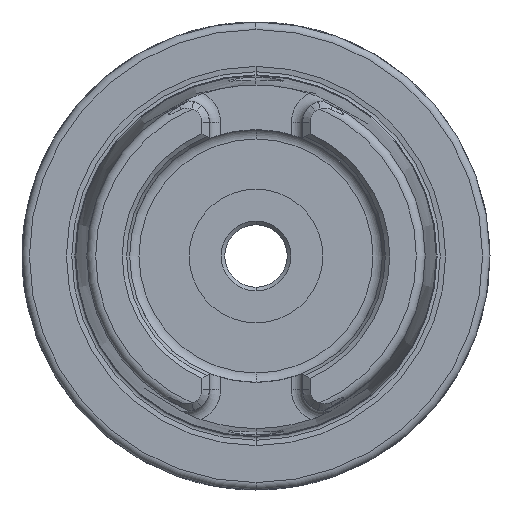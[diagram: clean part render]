
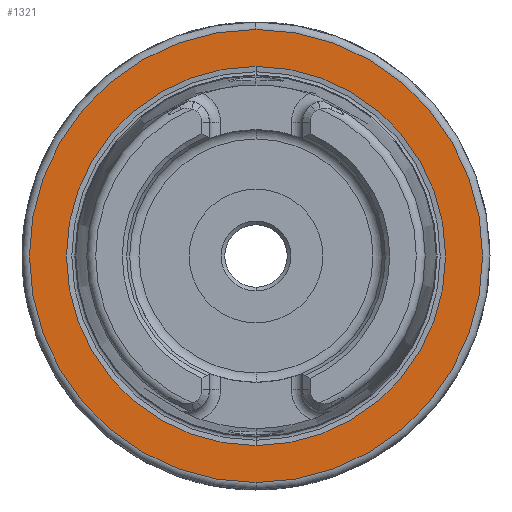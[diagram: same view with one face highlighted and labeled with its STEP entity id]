
A CAD part, left-side view. The second image highlights one B-rep face of the part: STEP entity #1321.
In plain terms, the highlighted planar face has unit normal (-1, 0, 0).
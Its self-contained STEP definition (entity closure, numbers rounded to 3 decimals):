
#157 = DIRECTION ( 'NONE',  ( 1., 0., 0. ) ) ;
#250 = DIRECTION ( 'NONE',  ( -1., 0., 0. ) ) ;
#1024 = ORIENTED_EDGE ( 'NONE', *, *, #1488, .T. ) ;
#1321 = ADVANCED_FACE ( 'NONE', ( #2024, #2031 ), #7531, .F. ) ;
#1433 = EDGE_LOOP ( 'NONE', ( #1740, #2739 ) ) ;
#1488 = EDGE_CURVE ( 'NONE', #4259, #3569, #1848, .T. ) ;
#1573 = AXIS2_PLACEMENT_3D ( 'NONE', #6508, #3068, #7065 ) ;
#1740 = ORIENTED_EDGE ( 'NONE', *, *, #6127, .T. ) ;
#1848 = CIRCLE ( 'NONE', #5457, 30.5 ) ;
#2020 = VERTEX_POINT ( 'NONE', #6082 ) ;
#2024 = FACE_OUTER_BOUND ( 'NONE', #5731, .T. ) ;
#2031 = FACE_BOUND ( 'NONE', #1433, .T. ) ;
#2051 = CARTESIAN_POINT ( 'NONE',  ( -29., 0., 0. ) ) ;
#2562 = CIRCLE ( 'NONE', #2788, 25.521 ) ;
#2666 = DIRECTION ( 'NONE',  ( 0., 0., -1. ) ) ;
#2739 = ORIENTED_EDGE ( 'NONE', *, *, #4231, .T. ) ;
#2788 = AXIS2_PLACEMENT_3D ( 'NONE', #3802, #157, #4432 ) ;
#3068 = DIRECTION ( 'NONE',  ( 1., 0., 0. ) ) ;
#3165 = CARTESIAN_POINT ( 'NONE',  ( -29., 0., 30.5 ) ) ;
#3520 = AXIS2_PLACEMENT_3D ( 'NONE', #7000, #3605, #7554 ) ;
#3569 = VERTEX_POINT ( 'NONE', #3165 ) ;
#3605 = DIRECTION ( 'NONE',  ( 1., 0., 0. ) ) ;
#3802 = CARTESIAN_POINT ( 'NONE',  ( -29., 0., 0. ) ) ;
#3895 = CARTESIAN_POINT ( 'NONE',  ( -29., 0., 0. ) ) ;
#4150 = ORIENTED_EDGE ( 'NONE', *, *, #5662, .T. ) ;
#4231 = EDGE_CURVE ( 'NONE', #2020, #6932, #2562, .T. ) ;
#4259 = VERTEX_POINT ( 'NONE', #5537 ) ;
#4432 = DIRECTION ( 'NONE',  ( 0., 0., -1. ) ) ;
#4514 = DIRECTION ( 'NONE',  ( 0., 0., -1. ) ) ;
#4567 = CIRCLE ( 'NONE', #1573, 25.521 ) ;
#4572 = CARTESIAN_POINT ( 'NONE',  ( -29., 0., 25.521 ) ) ;
#5457 = AXIS2_PLACEMENT_3D ( 'NONE', #3895, #250, #4514 ) ;
#5501 = CIRCLE ( 'NONE', #6936, 30.5 ) ;
#5537 = CARTESIAN_POINT ( 'NONE',  ( -29., 0., -30.5 ) ) ;
#5662 = EDGE_CURVE ( 'NONE', #3569, #4259, #5501, .T. ) ;
#5731 = EDGE_LOOP ( 'NONE', ( #1024, #4150 ) ) ;
#6082 = CARTESIAN_POINT ( 'NONE',  ( -29., 0., -25.521 ) ) ;
#6127 = EDGE_CURVE ( 'NONE', #6932, #2020, #4567, .T. ) ;
#6141 = DIRECTION ( 'NONE',  ( -1., 0., 0. ) ) ;
#6508 = CARTESIAN_POINT ( 'NONE',  ( -29., 0., 0. ) ) ;
#6932 = VERTEX_POINT ( 'NONE', #4572 ) ;
#6936 = AXIS2_PLACEMENT_3D ( 'NONE', #2051, #6141, #2666 ) ;
#7000 = CARTESIAN_POINT ( 'NONE',  ( -29., 31.5, 0. ) ) ;
#7065 = DIRECTION ( 'NONE',  ( 0., 0., -1. ) ) ;
#7531 = PLANE ( 'NONE',  #3520 ) ;
#7554 = DIRECTION ( 'NONE',  ( 0., 0., -1. ) ) ;
